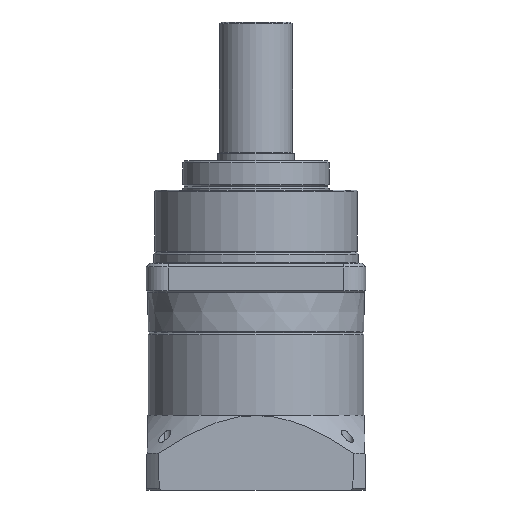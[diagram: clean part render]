
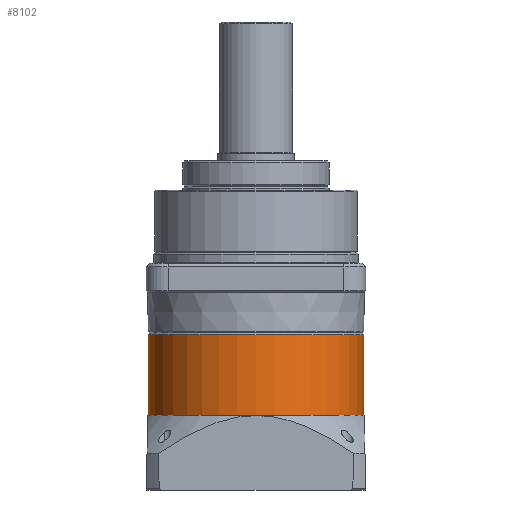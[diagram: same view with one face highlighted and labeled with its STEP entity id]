
A CAD part, front view. The second image highlights one B-rep face of the part: STEP entity #8102.
In plain terms, the highlighted cylindrical face has radius 29.5 mm (diameter 59 mm), a partial arc.
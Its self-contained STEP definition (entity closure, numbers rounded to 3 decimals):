
#60 = LINE ( 'NONE', #4899, #16650 ) ;
#99 = CARTESIAN_POINT ( 'NONE',  ( -29.5, 0., -22.5 ) ) ;
#1107 = EDGE_CURVE ( 'NONE', #8859, #6533, #8475, .T. ) ;
#1146 = CYLINDRICAL_SURFACE ( 'NONE', #9459, 29.5 ) ;
#2021 = DIRECTION ( 'NONE',  ( 0., 0., 1. ) ) ;
#2774 = EDGE_CURVE ( 'NONE', #14111, #13113, #60, .T. ) ;
#2827 = CARTESIAN_POINT ( 'NONE',  ( -29.5, 0., -0.5 ) ) ;
#3267 = AXIS2_PLACEMENT_3D ( 'NONE', #13094, #13393, #17770 ) ;
#3687 = CARTESIAN_POINT ( 'NONE',  ( 0., 0., -22.5 ) ) ;
#4750 = FACE_OUTER_BOUND ( 'NONE', #8332, .T. ) ;
#4899 = CARTESIAN_POINT ( 'NONE',  ( 29.5, 0., 0. ) ) ;
#5901 = AXIS2_PLACEMENT_3D ( 'NONE', #3687, #19239, #17775 ) ;
#6533 = VERTEX_POINT ( 'NONE', #2827 ) ;
#8102 = ADVANCED_FACE ( 'NONE', ( #4750 ), #1146, .T. ) ;
#8332 = EDGE_LOOP ( 'NONE', ( #10749, #19669, #13828, #9134 ) ) ;
#8475 = LINE ( 'NONE', #10167, #9747 ) ;
#8859 = VERTEX_POINT ( 'NONE', #99 ) ;
#9134 = ORIENTED_EDGE ( 'NONE', *, *, #10602, .T. ) ;
#9459 = AXIS2_PLACEMENT_3D ( 'NONE', #18572, #10705, #20553 ) ;
#9747 = VECTOR ( 'NONE', #2021, 1000. ) ;
#10167 = CARTESIAN_POINT ( 'NONE',  ( -29.5, 0., 0. ) ) ;
#10602 = EDGE_CURVE ( 'NONE', #13113, #6533, #13488, .T. ) ;
#10705 = DIRECTION ( 'NONE',  ( 0., 0., 1. ) ) ;
#10749 = ORIENTED_EDGE ( 'NONE', *, *, #1107, .F. ) ;
#11175 = DIRECTION ( 'NONE',  ( 0., 0., 1. ) ) ;
#13094 = CARTESIAN_POINT ( 'NONE',  ( 0., 0., -0.5 ) ) ;
#13113 = VERTEX_POINT ( 'NONE', #19080 ) ;
#13393 = DIRECTION ( 'NONE',  ( 0., 0., -1. ) ) ;
#13488 = CIRCLE ( 'NONE', #3267, 29.5 ) ;
#13828 = ORIENTED_EDGE ( 'NONE', *, *, #2774, .T. ) ;
#14111 = VERTEX_POINT ( 'NONE', #19784 ) ;
#16650 = VECTOR ( 'NONE', #11175, 1000. ) ;
#17143 = CIRCLE ( 'NONE', #5901, 29.5 ) ;
#17770 = DIRECTION ( 'NONE',  ( 1., 0., 0. ) ) ;
#17775 = DIRECTION ( 'NONE',  ( 1., 0., 0. ) ) ;
#18572 = CARTESIAN_POINT ( 'NONE',  ( 0., 0., 0. ) ) ;
#18965 = EDGE_CURVE ( 'NONE', #8859, #14111, #17143, .T. ) ;
#19080 = CARTESIAN_POINT ( 'NONE',  ( 29.5, 0., -0.5 ) ) ;
#19239 = DIRECTION ( 'NONE',  ( 0., 0., 1. ) ) ;
#19669 = ORIENTED_EDGE ( 'NONE', *, *, #18965, .T. ) ;
#19784 = CARTESIAN_POINT ( 'NONE',  ( 29.5, 0., -22.5 ) ) ;
#20553 = DIRECTION ( 'NONE',  ( 1., 0., 0. ) ) ;
